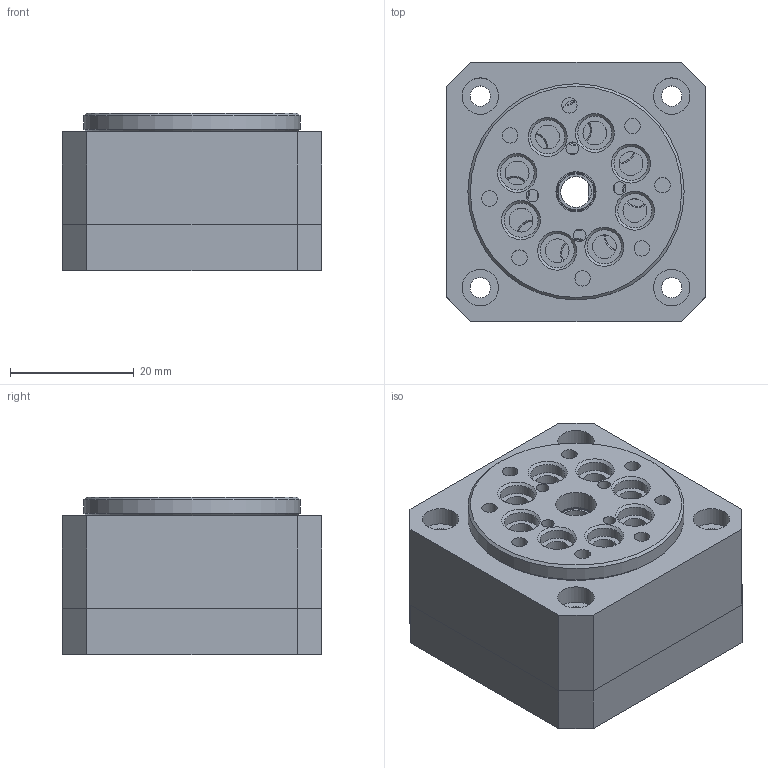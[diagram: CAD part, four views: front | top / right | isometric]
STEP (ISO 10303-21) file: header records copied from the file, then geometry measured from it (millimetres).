
FILE_DESCRIPTION(/* description */ ('STEP AP214'),/* implementation_level */ '2;1');
FILE_NAME(/* name */ 'CNC final 15-1.step',/* time_stamp */ '2025-03-10T11:04:38+08:00',/* author */ (''),/* organization */ (''),/* preprocessor_version */ 'ST-DEVELOPER v20.1',/* originating_system */ 'Autodesk Translation Framework v14.4.0.0',/* authorisation */ '');
FILE_SCHEMA (('AUTOMOTIVE_DESIGN { 1 0 10303 214 3 1 1 }'));
Length unit declared in the file: millimetre
Products named in the file (10): Assembly components; gear; off-shaft-0; off-shaft-180; 8X12X3_5-flange bearing; cycloidal disc; 5X11X5-flange bearing; base (2); ring pins (2); top cover (2)
Assembly tree (12 placements, depth 2):
  Assembly components
    gear
    5X11X5-flange bearing  x2
    8X12X3_5-flange bearing  x2
    off-shaft-0
    cycloidal disc  x2
    off-shaft-180
    base (2)
    ring pins (2)
    top cover (2)
Bounding box: 42 x 42 x 25.5 mm (x, y, z)
Volume: 30749.2 mm3; surface area: 23528.2 mm2
Topology: 12 solids, 12 shells, 451 faces, 976 edges, 613 vertices
Faces by surface type: cylinder 146, bspline 138, plane 109, cone 58
Full cylindrical faces by diameter (mm): 1.7 x2, 2.05 x12, 2.5 x8, 3.3 x4, 3.5 x1, 3.7 x3, 3.85 x8, 4.64 x16, 5 x3, 5.5 x8, 5.8 x4, 5.9 x4, 6 x4, 6.225 x4, 6.4 x2, 6.5 x1, 8 x4, 8.6 x4, 8.8 x4, 9.73 x4, 10 x4, 10.2 x4, 11 x6, 11.04 x2, 11.2 x4, 12 x4, 12.5 x2, 13.6 x2, 22.15 x1, 24.95 x1
Entity records: 20060 total; most frequent: CARTESIAN_POINT 12679, ORIENTED_EDGE 1430, DIRECTION 1344, EDGE_CURVE 715, AXIS2_PLACEMENT_3D 519, EDGE_LOOP 469, VERTEX_POINT 452, FACE_OUTER_BOUND 321
